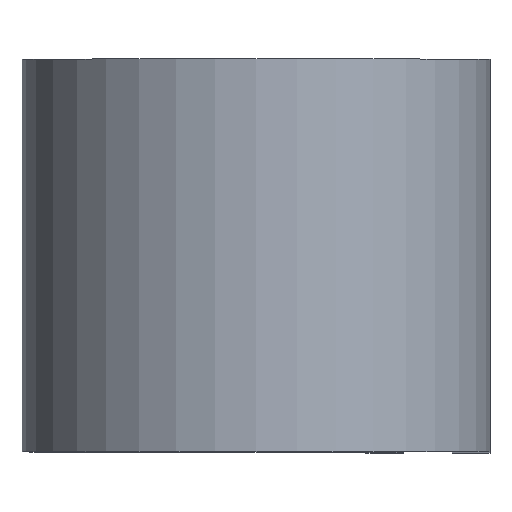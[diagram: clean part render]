
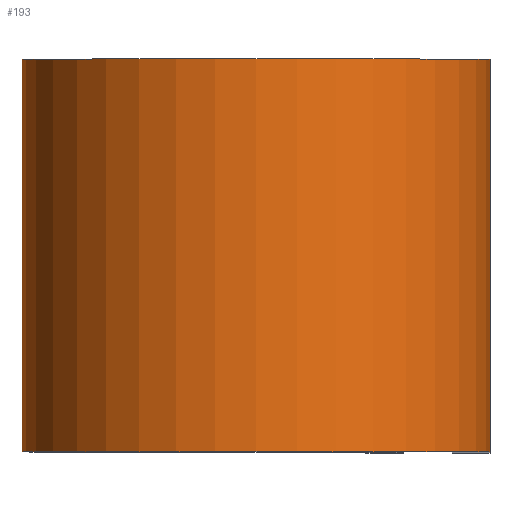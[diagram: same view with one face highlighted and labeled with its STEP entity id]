
A CAD part, top view. The second image highlights one B-rep face of the part: STEP entity #193.
In plain terms, the highlighted cylindrical face has radius 7.569 mm (diameter 15.138 mm), a partial arc.
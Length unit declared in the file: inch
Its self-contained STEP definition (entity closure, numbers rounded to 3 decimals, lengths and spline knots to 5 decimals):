
#62 = ORIENTED_EDGE ( 'NONE', *, *, #269, .T. ) ;
#79 = AXIS2_PLACEMENT_3D ( 'NONE', #265, #240, #169 ) ;
#103 = AXIS2_PLACEMENT_3D ( 'NONE', #477, #491, #544 ) ;
#105 = DIRECTION ( 'NONE',  ( 1., 0., 0. ) ) ;
#121 = AXIS2_PLACEMENT_3D ( 'NONE', #215, #218, #105 ) ;
#150 = CARTESIAN_POINT ( 'NONE',  ( 0., 0.25, -0.298 ) ) ;
#169 = DIRECTION ( 'NONE',  ( 0., 0., -1. ) ) ;
#184 = EDGE_CURVE ( 'NONE', #468, #191, #699, .T. ) ;
#191 = VERTEX_POINT ( 'NONE', #237 ) ;
#193 = ADVANCED_FACE ( 'NONE', ( #367 ), #666, .T. ) ;
#197 = LINE ( 'NONE', #623, #649 ) ;
#215 = CARTESIAN_POINT ( 'NONE',  ( 0., 0.25, 0. ) ) ;
#218 = DIRECTION ( 'NONE',  ( 0., 1., 0. ) ) ;
#237 = CARTESIAN_POINT ( 'NONE',  ( 0.298, 0.25, 0. ) ) ;
#240 = DIRECTION ( 'NONE',  ( 0., -1., 0. ) ) ;
#251 = ORIENTED_EDGE ( 'NONE', *, *, #184, .F. ) ;
#262 = EDGE_CURVE ( 'NONE', #191, #604, #197, .T. ) ;
#265 = CARTESIAN_POINT ( 'NONE',  ( 0., 0.25, 0. ) ) ;
#269 = EDGE_CURVE ( 'NONE', #468, #657, #466, .T. ) ;
#287 = CARTESIAN_POINT ( 'NONE',  ( 0.298, -0.25, 0. ) ) ;
#314 = VECTOR ( 'NONE', #621, 39.37008 ) ;
#327 = ORIENTED_EDGE ( 'NONE', *, *, #570, .T. ) ;
#367 = FACE_OUTER_BOUND ( 'NONE', #467, .T. ) ;
#466 = LINE ( 'NONE', #565, #314 ) ;
#467 = EDGE_LOOP ( 'NONE', ( #327, #469, #251, #62 ) ) ;
#468 = VERTEX_POINT ( 'NONE', #150 ) ;
#469 = ORIENTED_EDGE ( 'NONE', *, *, #262, .F. ) ;
#477 = CARTESIAN_POINT ( 'NONE',  ( 0., -0.25, 0. ) ) ;
#491 = DIRECTION ( 'NONE',  ( 0., 1., 0. ) ) ;
#497 = CARTESIAN_POINT ( 'NONE',  ( 0., -0.25, -0.298 ) ) ;
#544 = DIRECTION ( 'NONE',  ( 1., 0., 0. ) ) ;
#565 = CARTESIAN_POINT ( 'NONE',  ( 0., 0.25, -0.298 ) ) ;
#570 = EDGE_CURVE ( 'NONE', #657, #604, #648, .T. ) ;
#604 = VERTEX_POINT ( 'NONE', #287 ) ;
#621 = DIRECTION ( 'NONE',  ( 0., -1., 0. ) ) ;
#623 = CARTESIAN_POINT ( 'NONE',  ( 0.298, 0.25, 0. ) ) ;
#626 = DIRECTION ( 'NONE',  ( 0., -1., 0. ) ) ;
#648 = CIRCLE ( 'NONE', #103, 0.298 ) ;
#649 = VECTOR ( 'NONE', #626, 39.37008 ) ;
#657 = VERTEX_POINT ( 'NONE', #497 ) ;
#666 = CYLINDRICAL_SURFACE ( 'NONE', #79, 0.298 ) ;
#699 = CIRCLE ( 'NONE', #121, 0.298 ) ;
